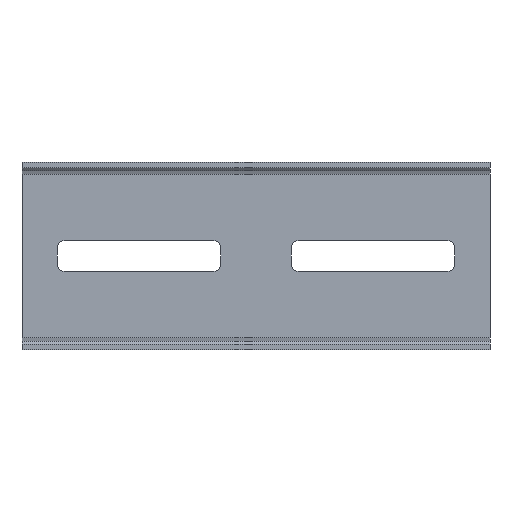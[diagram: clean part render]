
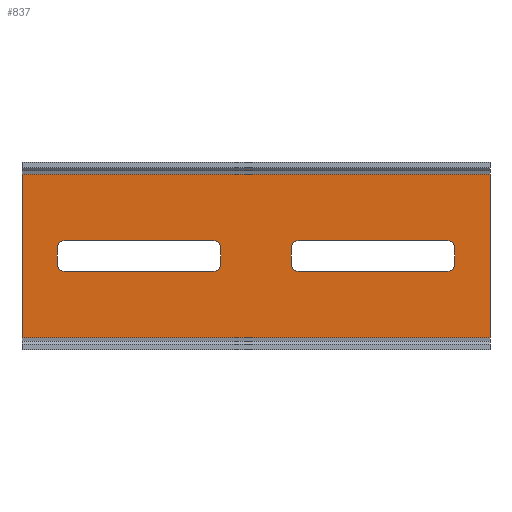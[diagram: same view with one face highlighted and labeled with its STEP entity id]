
A CAD part, left-side view. The second image highlights one B-rep face of the part: STEP entity #837.
In plain terms, the highlighted planar face has unit normal (-1, 0, 0).
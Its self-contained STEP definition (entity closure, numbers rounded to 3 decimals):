
#9=DIRECTION('',(0.,0.,1.));
#10=VECTOR('',#9,70.);
#11=CARTESIAN_POINT('',(-2.5,0.,-35.));
#12=LINE('',#11,#10);
#193=DIRECTION('',(0.,1.,0.));
#194=VECTOR('',#193,200.);
#195=CARTESIAN_POINT('',(-2.5,0.,35.));
#196=LINE('',#195,#194);
#197=DIRECTION('',(0.,1.,0.));
#198=VECTOR('',#197,200.);
#199=CARTESIAN_POINT('',(-2.5,0.,-35.));
#200=LINE('',#199,#198);
#201=DIRECTION('',(0.,0.,1.));
#202=VECTOR('',#201,7.);
#203=CARTESIAN_POINT('',(-2.5,85.,-3.5));
#204=LINE('',#203,#202);
#205=CARTESIAN_POINT('',(-2.5,82.,-3.5));
#206=DIRECTION('',(1.,0.,0.));
#207=DIRECTION('',(0.,0.,-1.));
#208=AXIS2_PLACEMENT_3D('',#205,#206,#207);
#210=DIRECTION('',(0.,1.,0.));
#211=VECTOR('',#210,64.);
#212=CARTESIAN_POINT('',(-2.5,18.,-6.5));
#213=LINE('',#212,#211);
#214=CARTESIAN_POINT('',(-2.5,18.,-3.5));
#215=DIRECTION('',(1.,0.,0.));
#216=DIRECTION('',(0.,-1.,0.));
#217=AXIS2_PLACEMENT_3D('',#214,#215,#216);
#219=DIRECTION('',(0.,0.,-1.));
#220=VECTOR('',#219,7.);
#221=CARTESIAN_POINT('',(-2.5,15.,3.5));
#222=LINE('',#221,#220);
#223=CARTESIAN_POINT('',(-2.5,18.,3.5));
#224=DIRECTION('',(1.,0.,0.));
#225=DIRECTION('',(0.,0.,1.));
#226=AXIS2_PLACEMENT_3D('',#223,#224,#225);
#228=DIRECTION('',(0.,-1.,0.));
#229=VECTOR('',#228,64.);
#230=CARTESIAN_POINT('',(-2.5,82.,6.5));
#231=LINE('',#230,#229);
#232=CARTESIAN_POINT('',(-2.5,82.,3.5));
#233=DIRECTION('',(1.,0.,0.));
#234=DIRECTION('',(0.,1.,0.));
#235=AXIS2_PLACEMENT_3D('',#232,#233,#234);
#237=CARTESIAN_POINT('',(-2.5,182.,-3.5));
#238=DIRECTION('',(1.,0.,0.));
#239=DIRECTION('',(0.,0.,-1.));
#240=AXIS2_PLACEMENT_3D('',#237,#238,#239);
#242=DIRECTION('',(0.,1.,0.));
#243=VECTOR('',#242,64.);
#244=CARTESIAN_POINT('',(-2.5,118.,-6.5));
#245=LINE('',#244,#243);
#246=CARTESIAN_POINT('',(-2.5,118.,-3.5));
#247=DIRECTION('',(1.,0.,0.));
#248=DIRECTION('',(0.,-1.,0.));
#249=AXIS2_PLACEMENT_3D('',#246,#247,#248);
#251=DIRECTION('',(0.,0.,-1.));
#252=VECTOR('',#251,7.);
#253=CARTESIAN_POINT('',(-2.5,115.,3.5));
#254=LINE('',#253,#252);
#255=CARTESIAN_POINT('',(-2.5,118.,3.5));
#256=DIRECTION('',(1.,0.,0.));
#257=DIRECTION('',(0.,0.,1.));
#258=AXIS2_PLACEMENT_3D('',#255,#256,#257);
#260=DIRECTION('',(0.,-1.,0.));
#261=VECTOR('',#260,64.);
#262=CARTESIAN_POINT('',(-2.5,182.,6.5));
#263=LINE('',#262,#261);
#264=CARTESIAN_POINT('',(-2.5,182.,3.5));
#265=DIRECTION('',(1.,0.,0.));
#266=DIRECTION('',(0.,1.,0.));
#267=AXIS2_PLACEMENT_3D('',#264,#265,#266);
#269=DIRECTION('',(0.,0.,1.));
#270=VECTOR('',#269,7.);
#271=CARTESIAN_POINT('',(-2.5,185.,-3.5));
#272=LINE('',#271,#270);
#329=DIRECTION('',(0.,0.,1.));
#330=VECTOR('',#329,70.);
#331=CARTESIAN_POINT('',(-2.5,200.,-35.));
#332=LINE('',#331,#330);
#421=CARTESIAN_POINT('',(-2.5,0.,-35.));
#422=CARTESIAN_POINT('',(-2.5,200.,-35.));
#423=VERTEX_POINT('',#421);
#424=VERTEX_POINT('',#422);
#429=CARTESIAN_POINT('',(-2.5,0.,35.));
#430=CARTESIAN_POINT('',(-2.5,200.,35.));
#431=VERTEX_POINT('',#429);
#432=VERTEX_POINT('',#430);
#465=CARTESIAN_POINT('',(-2.5,85.,-3.5));
#466=CARTESIAN_POINT('',(-2.5,85.,3.5));
#467=VERTEX_POINT('',#465);
#468=VERTEX_POINT('',#466);
#469=CARTESIAN_POINT('',(-2.5,82.,6.5));
#470=CARTESIAN_POINT('',(-2.5,18.,6.5));
#471=VERTEX_POINT('',#469);
#472=VERTEX_POINT('',#470);
#473=CARTESIAN_POINT('',(-2.5,15.,3.5));
#474=CARTESIAN_POINT('',(-2.5,15.,-3.5));
#475=VERTEX_POINT('',#473);
#476=VERTEX_POINT('',#474);
#477=CARTESIAN_POINT('',(-2.5,18.,-6.5));
#478=CARTESIAN_POINT('',(-2.5,82.,-6.5));
#479=VERTEX_POINT('',#477);
#480=VERTEX_POINT('',#478);
#497=CARTESIAN_POINT('',(-2.5,182.,-6.5));
#498=CARTESIAN_POINT('',(-2.5,185.,-3.5));
#499=VERTEX_POINT('',#497);
#500=VERTEX_POINT('',#498);
#501=CARTESIAN_POINT('',(-2.5,185.,3.5));
#502=VERTEX_POINT('',#501);
#503=CARTESIAN_POINT('',(-2.5,182.,6.5));
#504=VERTEX_POINT('',#503);
#505=CARTESIAN_POINT('',(-2.5,118.,6.5));
#506=VERTEX_POINT('',#505);
#507=CARTESIAN_POINT('',(-2.5,118.,-6.5));
#508=VERTEX_POINT('',#507);
#521=CARTESIAN_POINT('',(-2.5,115.,3.5));
#522=VERTEX_POINT('',#521);
#523=CARTESIAN_POINT('',(-2.5,115.,-3.5));
#524=VERTEX_POINT('',#523);
#788=CARTESIAN_POINT('',(-2.5,0.,-35.));
#789=DIRECTION('',(-1.,0.,0.));
#790=DIRECTION('',(0.,0.,1.));
#791=AXIS2_PLACEMENT_3D('',#788,#789,#790);
#792=PLANE('',#791);
#793=ORIENTED_EDGE('',*,*,#540,.F.);
#795=ORIENTED_EDGE('',*,*,#794,.T.);
#797=ORIENTED_EDGE('',*,*,#796,.T.);
#798=ORIENTED_EDGE('',*,*,#780,.F.);
#799=EDGE_LOOP('',(#793,#795,#797,#798));
#800=FACE_OUTER_BOUND('',#799,.F.);
#802=ORIENTED_EDGE('',*,*,#801,.F.);
#804=ORIENTED_EDGE('',*,*,#803,.F.);
#806=ORIENTED_EDGE('',*,*,#805,.F.);
#808=ORIENTED_EDGE('',*,*,#807,.F.);
#810=ORIENTED_EDGE('',*,*,#809,.F.);
#812=ORIENTED_EDGE('',*,*,#811,.F.);
#814=ORIENTED_EDGE('',*,*,#813,.F.);
#816=ORIENTED_EDGE('',*,*,#815,.F.);
#817=EDGE_LOOP('',(#802,#804,#806,#808,#810,#812,#814,#816));
#818=FACE_BOUND('',#817,.F.);
#820=ORIENTED_EDGE('',*,*,#819,.F.);
#822=ORIENTED_EDGE('',*,*,#821,.F.);
#824=ORIENTED_EDGE('',*,*,#823,.F.);
#826=ORIENTED_EDGE('',*,*,#825,.F.);
#828=ORIENTED_EDGE('',*,*,#827,.F.);
#830=ORIENTED_EDGE('',*,*,#829,.F.);
#832=ORIENTED_EDGE('',*,*,#831,.F.);
#834=ORIENTED_EDGE('',*,*,#833,.F.);
#835=EDGE_LOOP('',(#820,#822,#824,#826,#828,#830,#832,#834));
#836=FACE_BOUND('',#835,.F.);
#837=ADVANCED_FACE('',(#800,#818,#836),#792,.T.);
#209=CIRCLE('',#208,3.);
#218=CIRCLE('',#217,3.);
#227=CIRCLE('',#226,3.);
#236=CIRCLE('',#235,3.);
#241=CIRCLE('',#240,3.);
#250=CIRCLE('',#249,3.);
#259=CIRCLE('',#258,3.);
#268=CIRCLE('',#267,3.);
#540=EDGE_CURVE('',#423,#431,#12,.T.);
#780=EDGE_CURVE('',#431,#432,#196,.T.);
#794=EDGE_CURVE('',#423,#424,#200,.T.);
#796=EDGE_CURVE('',#424,#432,#332,.T.);
#801=EDGE_CURVE('',#467,#468,#204,.T.);
#803=EDGE_CURVE('',#480,#467,#209,.T.);
#805=EDGE_CURVE('',#479,#480,#213,.T.);
#807=EDGE_CURVE('',#476,#479,#218,.T.);
#809=EDGE_CURVE('',#475,#476,#222,.T.);
#811=EDGE_CURVE('',#472,#475,#227,.T.);
#813=EDGE_CURVE('',#471,#472,#231,.T.);
#815=EDGE_CURVE('',#468,#471,#236,.T.);
#819=EDGE_CURVE('',#499,#500,#241,.T.);
#821=EDGE_CURVE('',#508,#499,#245,.T.);
#823=EDGE_CURVE('',#524,#508,#250,.T.);
#825=EDGE_CURVE('',#522,#524,#254,.T.);
#827=EDGE_CURVE('',#506,#522,#259,.T.);
#829=EDGE_CURVE('',#504,#506,#263,.T.);
#831=EDGE_CURVE('',#502,#504,#268,.T.);
#833=EDGE_CURVE('',#500,#502,#272,.T.);
